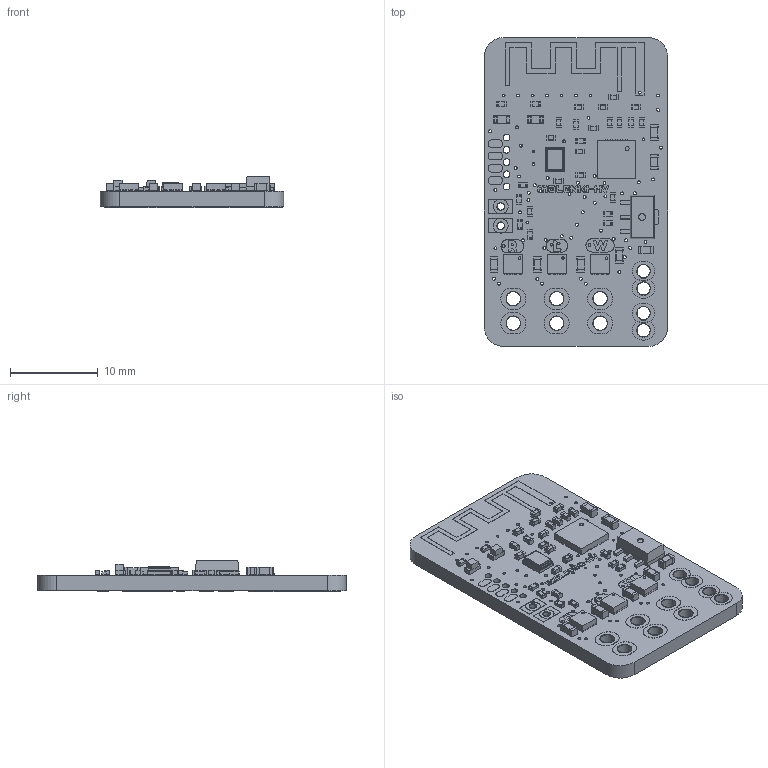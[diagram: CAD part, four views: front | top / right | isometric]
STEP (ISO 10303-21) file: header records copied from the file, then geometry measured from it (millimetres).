
FILE_DESCRIPTION(('FreeCAD Model'),'2;1');
FILE_NAME('Open CASCADE Shape Model','2025-04-30T05:26:37',('FreeCAD'),( 'FreeCAD'),'Open CASCADE STEP processor 7.6','FreeCAD','Unknown');
FILE_SCHEMA(('AUTOMOTIVE_DESIGN { 1 0 10303 214 1 1 1 1 }'));
Products named in the file (1): Open CASCADE STEP translator 7.6 1
Bounding box: 20.89 x 35.19 x 3.58 mm (x, y, z)
Volume: 1307.9 mm3; surface area: 2703.1 mm2
Topology: 94 solids, 100 shells, 7200 faces, 20340 edges, 13504 vertices
Faces by surface type: bspline 7200
Entity records: 213817 total; most frequent: CARTESIAN_POINT 90943, ORIENTED_EDGE 40680, EDGE_CURVE 20340, B_SPLINE_CURVE_WITH_KNOTS 19104, VERTEX_POINT 13504, FACE_BOUND 7628, EDGE_LOOP 7628, ADVANCED_FACE 7200
